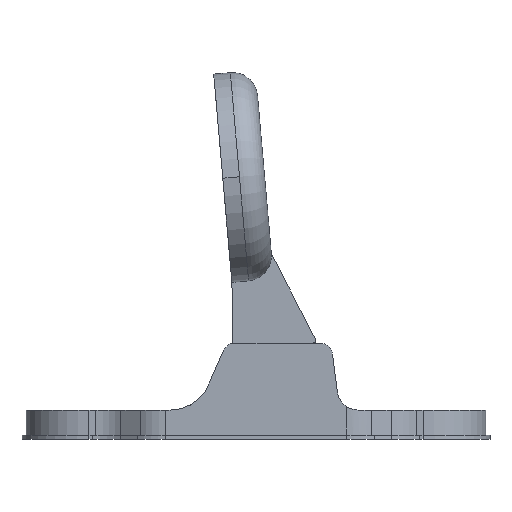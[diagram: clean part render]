
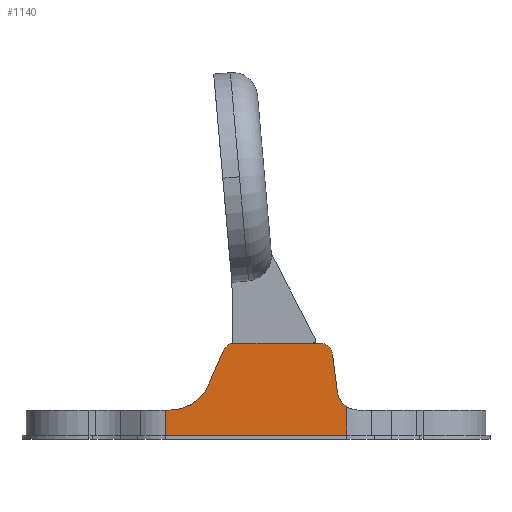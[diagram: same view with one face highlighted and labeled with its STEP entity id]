
A CAD part, left-side view. The second image highlights one B-rep face of the part: STEP entity #1140.
In plain terms, the highlighted face is planar.
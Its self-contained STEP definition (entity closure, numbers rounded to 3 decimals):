
#155 = EDGE_CURVE ( 'NONE', #156, #158, #1537, .T. ) ;
#156 = VERTEX_POINT ( 'NONE', #1533 ) ;
#158 = VERTEX_POINT ( 'NONE', #1531 ) ;
#1130 = VERTEX_POINT ( 'NONE', #3168 ) ;
#1134 = EDGE_CURVE ( 'NONE', #1286, #156, #3161, .T. ) ;
#1136 = ORIENTED_EDGE ( 'NONE', *, *, #1134, .T. ) ;
#1139 = EDGE_LOOP ( 'NONE', ( #1141, #1136, #1142, #1143, #1146, #1149, #1152, #1155, #1157, #1158, #1159 ) ) ;
#1140 = ADVANCED_FACE ( 'NONE', ( #3152 ), #3151, .T. ) ;
#1141 = ORIENTED_EDGE ( 'NONE', *, *, #1167, .T. ) ;
#1142 = ORIENTED_EDGE ( 'NONE', *, *, #155, .T. ) ;
#1143 = ORIENTED_EDGE ( 'NONE', *, *, #1144, .T. ) ;
#1144 = EDGE_CURVE ( 'NONE', #158, #1145, #3146, .T. ) ;
#1145 = VERTEX_POINT ( 'NONE', #3142 ) ;
#1146 = ORIENTED_EDGE ( 'NONE', *, *, #1147, .T. ) ;
#1147 = EDGE_CURVE ( 'NONE', #1145, #1148, #3204, .T. ) ;
#1148 = VERTEX_POINT ( 'NONE', #3199 ) ;
#1149 = ORIENTED_EDGE ( 'NONE', *, *, #1150, .T. ) ;
#1150 = EDGE_CURVE ( 'NONE', #1148, #1151, #3198, .T. ) ;
#1151 = VERTEX_POINT ( 'NONE', #3194 ) ;
#1152 = ORIENTED_EDGE ( 'NONE', *, *, #1153, .T. ) ;
#1153 = EDGE_CURVE ( 'NONE', #1151, #1154, #3193, .T. ) ;
#1154 = VERTEX_POINT ( 'NONE', #3188 ) ;
#1155 = ORIENTED_EDGE ( 'NONE', *, *, #1156, .T. ) ;
#1156 = EDGE_CURVE ( 'NONE', #1154, #1130, #3187, .T. ) ;
#1157 = ORIENTED_EDGE ( 'NONE', *, *, #1202, .T. ) ;
#1158 = ORIENTED_EDGE ( 'NONE', *, *, #1192, .T. ) ;
#1159 = ORIENTED_EDGE ( 'NONE', *, *, #1173, .T. ) ;
#1167 = EDGE_CURVE ( 'NONE', #1178, #1286, #3237, .T. ) ;
#1172 = VERTEX_POINT ( 'NONE', #3224 ) ;
#1173 = EDGE_CURVE ( 'NONE', #1172, #1178, #3223, .T. ) ;
#1178 = VERTEX_POINT ( 'NONE', #3218 ) ;
#1192 = EDGE_CURVE ( 'NONE', #1205, #1172, #3254, .T. ) ;
#1202 = EDGE_CURVE ( 'NONE', #1130, #1205, #3241, .T. ) ;
#1205 = VERTEX_POINT ( 'NONE', #3289 ) ;
#1286 = VERTEX_POINT ( 'NONE', #3373 ) ;
#1531 = CARTESIAN_POINT ( 'NONE',  ( 18.667, 0., 22.5 ) ) ;
#1533 = CARTESIAN_POINT ( 'NONE',  ( -24.667, 0., 22.5 ) ) ;
#1534 = DIRECTION ( 'NONE',  ( 1., 0., 0. ) ) ;
#1535 = VECTOR ( 'NONE', #1534, 1000. ) ;
#1536 = CARTESIAN_POINT ( 'NONE',  ( -58., 0., 22.5 ) ) ;
#1537 = LINE ( 'NONE', #1536, #1535 ) ;
#3142 = CARTESIAN_POINT ( 'NONE',  ( 18.667, 6.822, 22.5 ) ) ;
#3143 = DIRECTION ( 'NONE',  ( 0., 1., 0. ) ) ;
#3144 = VECTOR ( 'NONE', #3143, 1000. ) ;
#3145 = CARTESIAN_POINT ( 'NONE',  ( 18.667, 19., 22.5 ) ) ;
#3146 = LINE ( 'NONE', #3145, #3144 ) ;
#3147 = DIRECTION ( 'NONE',  ( 1., 0., 0. ) ) ;
#3148 = DIRECTION ( 'NONE',  ( 0., 0., 1. ) ) ;
#3149 = CARTESIAN_POINT ( 'NONE',  ( -8.038, 19., 22.5 ) ) ;
#3150 = AXIS2_PLACEMENT_3D ( 'NONE', #3149, #3148, #3147 ) ;
#3151 = PLANE ( 'NONE',  #3150 ) ;
#3152 = FACE_OUTER_BOUND ( 'NONE', #1139, .T. ) ;
#3158 = DIRECTION ( 'NONE',  ( 0., -1., 0. ) ) ;
#3159 = VECTOR ( 'NONE', #3158, 1000. ) ;
#3160 = CARTESIAN_POINT ( 'NONE',  ( -24.667, 20., 22.5 ) ) ;
#3161 = LINE ( 'NONE', #3160, #3159 ) ;
#3168 = CARTESIAN_POINT ( 'NONE',  ( -8.038, 22., 22.5 ) ) ;
#3184 = DIRECTION ( 'NONE',  ( -1., 0., 0. ) ) ;
#3185 = VECTOR ( 'NONE', #3184, 1000. ) ;
#3186 = CARTESIAN_POINT ( 'NONE',  ( -8.038, 22., 22.5 ) ) ;
#3187 = LINE ( 'NONE', #3186, #3185 ) ;
#3188 = CARTESIAN_POINT ( 'NONE',  ( 12.352, 22., 22.5 ) ) ;
#3189 = DIRECTION ( 'NONE',  ( 1., 0., 0. ) ) ;
#3190 = DIRECTION ( 'NONE',  ( 0., 0., 1. ) ) ;
#3191 = CARTESIAN_POINT ( 'NONE',  ( 12.352, 19., 22.5 ) ) ;
#3192 = AXIS2_PLACEMENT_3D ( 'NONE', #3191, #3190, #3189 ) ;
#3193 = CIRCLE ( 'NONE', #3192, 3. ) ;
#3194 = CARTESIAN_POINT ( 'NONE',  ( 15.328, 19.372, 22.5 ) ) ;
#3195 = DIRECTION ( 'NONE',  ( -0.124, 0.992, 0. ) ) ;
#3196 = VECTOR ( 'NONE', #3195, 1000. ) ;
#3197 = CARTESIAN_POINT ( 'NONE',  ( 15.328, 19.372, 22.5 ) ) ;
#3198 = LINE ( 'NONE', #3197, #3196 ) ;
#3199 = CARTESIAN_POINT ( 'NONE',  ( 16.453, 10.38, 22.5 ) ) ;
#3200 = DIRECTION ( 'NONE',  ( 1., 0., 0. ) ) ;
#3201 = DIRECTION ( 'NONE',  ( 0., 0., -1. ) ) ;
#3202 = CARTESIAN_POINT ( 'NONE',  ( 21.414, 11., 22.5 ) ) ;
#3203 = AXIS2_PLACEMENT_3D ( 'NONE', #3202, #3201, #3200 ) ;
#3204 = CIRCLE ( 'NONE', #3203, 5. ) ;
#3218 = CARTESIAN_POINT ( 'NONE',  ( -23.54, 6., 22.5 ) ) ;
#3219 = DIRECTION ( 'NONE',  ( 1., 0., 0. ) ) ;
#3220 = DIRECTION ( 'NONE',  ( 0., 0., -1. ) ) ;
#3221 = CARTESIAN_POINT ( 'NONE',  ( -23.54, 16., 22.5 ) ) ;
#3222 = AXIS2_PLACEMENT_3D ( 'NONE', #3221, #3220, #3219 ) ;
#3223 = CIRCLE ( 'NONE', #3222, 10. ) ;
#3224 = CARTESIAN_POINT ( 'NONE',  ( -14.379, 11.992, 22.5 ) ) ;
#3234 = DIRECTION ( 'NONE',  ( -1., 0., 0. ) ) ;
#3235 = VECTOR ( 'NONE', #3234, 1000. ) ;
#3236 = CARTESIAN_POINT ( 'NONE',  ( -23.54, 6., 22.5 ) ) ;
#3237 = LINE ( 'NONE', #3236, #3235 ) ;
#3238 = DIRECTION ( 'NONE',  ( 0., 0., 1. ) ) ;
#3239 = CARTESIAN_POINT ( 'NONE',  ( -8.038, 19., 22.5 ) ) ;
#3240 = AXIS2_PLACEMENT_3D ( 'NONE', #3239, #3238, #3299 ) ;
#3241 = CIRCLE ( 'NONE', #3240, 3. ) ;
#3248 = DIRECTION ( 'NONE',  ( -0.401, -0.916, 0. ) ) ;
#3249 = VECTOR ( 'NONE', #3248, 1000. ) ;
#3250 = CARTESIAN_POINT ( 'NONE',  ( -10.786, 20.202, 22.5 ) ) ;
#3254 = LINE ( 'NONE', #3250, #3249 ) ;
#3289 = CARTESIAN_POINT ( 'NONE',  ( -10.786, 20.202, 22.5 ) ) ;
#3299 = DIRECTION ( 'NONE',  ( 1., 0., 0. ) ) ;
#3373 = CARTESIAN_POINT ( 'NONE',  ( -24.667, 6., 22.5 ) ) ;
